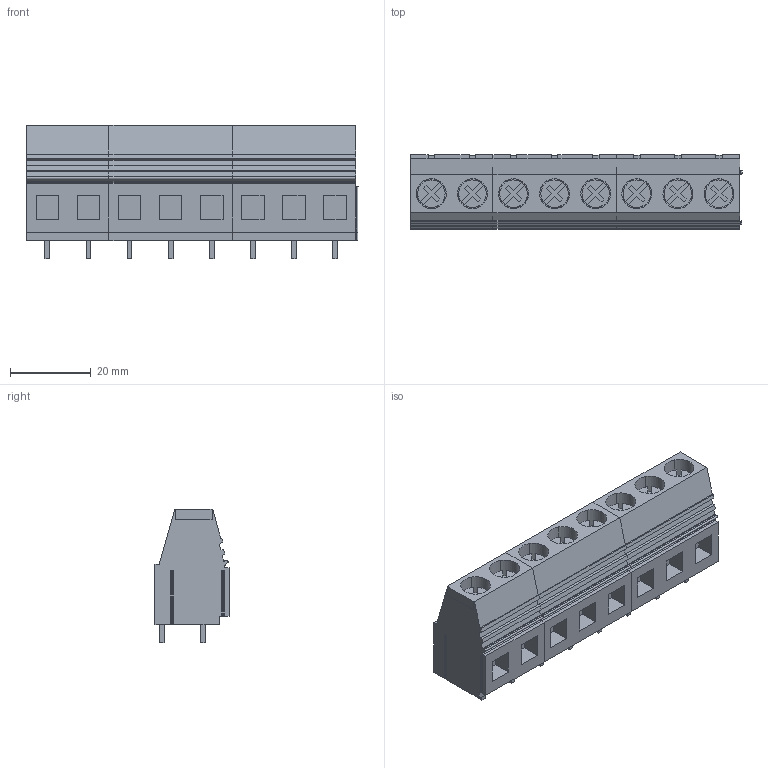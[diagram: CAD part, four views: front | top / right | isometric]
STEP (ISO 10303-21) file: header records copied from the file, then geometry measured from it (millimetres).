
FILE_DESCRIPTION(('CATIA V5 STEP Exchange','CAx-IF Rec.Pracs.--- Model Styling and Organization---1.2---2011-12-15'),'2;1');
FILE_NAME ('D1449843_0_1226260000_1226260000.stp','2018-03-05T16:22:11+00:00',('none'),('Weidmueller'),'CATIA Version 5-6 Release 2014','CATIA V5 STEP AP214','none');
FILE_SCHEMA(('AUTOMOTIVE_DESIGN { 1 0 10303 214 1 1 1 1 }'));
Length unit declared in the file: millimetre
Products named in the file (1): 1226260000
Bounding box: 82.09 x 18.3 x 33 mm (x, y, z)
Volume: 31006.6 mm3; surface area: 16466.8 mm2
Topology: 27 solids, 27 shells, 661 faces, 1701 edges, 1118 vertices
Faces by surface type: plane 521, cylinder 140
Entity records: 19832 total; most frequent: CARTESIAN_POINT 3833, ORIENTED_EDGE 3402, DIRECTION 2803, EDGE_CURVE 1701, VECTOR 1389, LINE 1389, VERTEX_POINT 1118, AXIS2_PLACEMENT_3D 849
